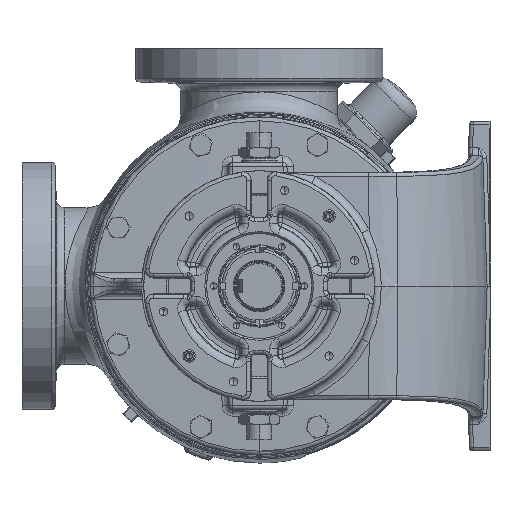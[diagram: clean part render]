
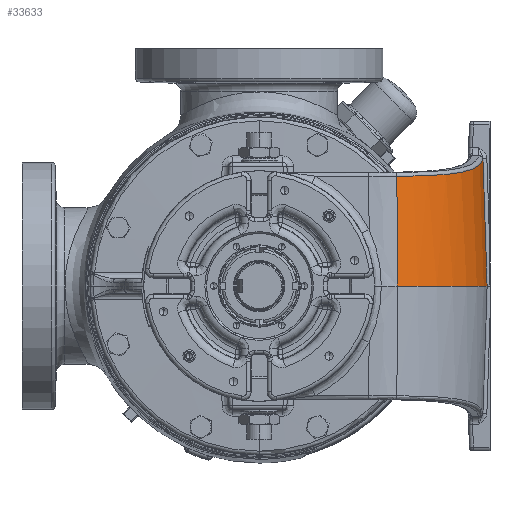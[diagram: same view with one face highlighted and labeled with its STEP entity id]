
A CAD part, left-side view. The second image highlights one B-rep face of the part: STEP entity #33633.
In plain terms, the highlighted free-form (B-spline) face has degree [1, 3] with [2, 4] control points.
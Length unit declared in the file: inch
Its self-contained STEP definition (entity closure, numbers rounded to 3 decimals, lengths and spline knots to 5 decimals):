
#2932 = CARTESIAN_POINT ( 'NONE',  ( -6.03254, -6.91206, 0. ) ) ;
#7353 = ORIENTED_EDGE ( 'NONE', *, *, #229550, .T. ) ;
#12796 = CARTESIAN_POINT ( 'NONE',  ( -6.03254, -6.91206, 0. ) ) ;
#13769 = CARTESIAN_POINT ( 'NONE',  ( -7.38172, -6.48754, 3.54676 ) ) ;
#14573 = CARTESIAN_POINT ( 'NONE',  ( -9.32696, -5.06703, 3.34569 ) ) ;
#21298 = EDGE_CURVE ( 'Defeatured_0_956+Defeatured_0_1054+Defeatured_0_955+Defeatured_0_957', #86798, #75596, #39874, .T. ) ;
#32118 = CARTESIAN_POINT ( 'NONE',  ( -7.62141, -6.38895, 3.50981 ) ) ;
#32933 = CARTESIAN_POINT ( 'NONE',  ( -9.6245, -4.63946, 3.33489 ) ) ;
#33633 = ADVANCED_FACE ( 'Defeatured_0_956', ( #150317 ), #88199, .F. ) ;
#37059 = CARTESIAN_POINT ( 'NONE',  ( -9.24851, -5.8373, 0. ) ) ;
#39874 = B_SPLINE_CURVE_WITH_KNOTS ( 'NONE', 3,
 ( #12796, #122238, #158994, #49450 ),
 .UNSPECIFIED., .F., .F.,
 ( 4, 4 ),
 ( 0., 0.09799 ),
 .UNSPECIFIED. ) ;
#41726 = CARTESIAN_POINT ( 'NONE',  ( -5.93812, -6.78308, 3.84215 ) ) ;
#48276 = CARTESIAN_POINT ( 'NONE',  ( -5.90118, -6.78431, 3.85334 ) ) ;
#49450 = CARTESIAN_POINT ( 'NONE',  ( -5.90118, -6.78431, 3.85334 ) ) ;
#50417 = CARTESIAN_POINT ( 'NONE',  ( -8.08045, -6.15467, 3.44831 ) ) ;
#51200 = CARTESIAN_POINT ( 'NONE',  ( -9.78207, -4.36648, 3.33102 ) ) ;
#52677 = EDGE_CURVE ( 'Defeatured_0_956+Defeatured_0_864+Defeatured_0_866+Defeatured_0_955', #65977, #227971, #157551, .T. ) ;
#65977 = VERTEX_POINT ( 'NONE', #78342 ) ;
#68797 = CARTESIAN_POINT ( 'NONE',  ( -8.42425, -5.92492, 3.41154 ) ) ;
#69573 = CARTESIAN_POINT ( 'NONE',  ( -9.87541, -4.17831, 3.32947 ) ) ;
#70208 = CARTESIAN_POINT ( 'NONE',  ( -5.92555, -6.78357, 3.84528 ) ) ;
#73755 = CARTESIAN_POINT ( 'NONE',  ( -5.87363, -6.91994, 0. ) ) ;
#75596 = VERTEX_POINT ( 'NONE', #48276 ) ;
#78342 = CARTESIAN_POINT ( 'NONE',  ( -9.87541, -4.17831, 3.32947 ) ) ;
#82872 = EDGE_LOOP ( 'NONE', ( #183617, #84551, #129467, #7353, #109094 ) ) ;
#83613 = DIRECTION ( 'NONE',  ( 0., 0., 1. ) ) ;
#84551 = ORIENTED_EDGE ( 'NONE', *, *, #21298, .T. ) ;
#86378 = CARTESIAN_POINT ( 'NONE',  ( -6.74373, -6.68347, 3.66033 ) ) ;
#86798 = VERTEX_POINT ( 'NONE', #2932 ) ;
#87169 = CARTESIAN_POINT ( 'NONE',  ( -8.58964, -5.79838, 3.39614 ) ) ;
#88199 =( BOUNDED_SURFACE ( )  B_SPLINE_SURFACE ( 1, 3, ( 
 ( #164950, #37059, #183397, #73755 ),
 ( #201698, #92096, #220182, #110502 ) ),
 .UNSPECIFIED., .F., .F., .T. ) 
 B_SPLINE_SURFACE_WITH_KNOTS ( ( 2, 2 ),
 ( 4, 4 ),
 ( 0., 1. ),
 ( 0., 1. ),
 .UNSPECIFIED. ) 
 GEOMETRIC_REPRESENTATION_ITEM ( )  RATIONAL_B_SPLINE_SURFACE ( (
 ( 1., 0.9, 0.9, 1.),
 ( 1., 0.9, 0.9, 1.) ) ) 
 REPRESENTATION_ITEM ( '' )  SURFACE ( )  );
#92096 = CARTESIAN_POINT ( 'NONE',  ( -9.14862, -5.73174, 3.87646 ) ) ;
#94419 = EDGE_CURVE ( 'Defeatured_0_956+Defeatured_0_957+Defeatured_0_1054+Defeatured_0_866', #75596, #188603, #106575, .T. ) ;
#97787 = CARTESIAN_POINT ( 'NONE',  ( -9.99908, -4.18842, 0. ) ) ;
#104765 = CARTESIAN_POINT ( 'NONE',  ( -7.18672, -6.55702, 3.57921 ) ) ;
#105539 = CARTESIAN_POINT ( 'NONE',  ( -8.71095, -5.69849, 3.38575 ) ) ;
#106575 = B_SPLINE_CURVE_WITH_KNOTS ( 'NONE', 3,
 ( #142997, #142219, #70208, #198143 ),
 .UNSPECIFIED., .F., .F.,
 ( 4, 4 ),
 ( 0.00348, 0.00447 ),
 .UNSPECIFIED. ) ;
#109094 = ORIENTED_EDGE ( 'NONE', *, *, #52677, .T. ) ;
#110502 = CARTESIAN_POINT ( 'NONE',  ( -5.87101, -6.7846, 3.87646 ) ) ;
#115428 = CARTESIAN_POINT ( 'NONE',  ( -9.91677, -4.18155, 2.21965 ) ) ;
#122238 = CARTESIAN_POINT ( 'NONE',  ( -5.98873, -6.87002, 1.28446 ) ) ;
#123213 = CARTESIAN_POINT ( 'NONE',  ( -7.33303, -6.50583, 3.55465 ) ) ;
#124028 = CARTESIAN_POINT ( 'NONE',  ( -9.0547, -5.37948, 3.36046 ) ) ;
#129467 = ORIENTED_EDGE ( 'NONE', *, *, #94419, .T. ) ;
#141606 = CARTESIAN_POINT ( 'NONE',  ( -7.52656, -6.43027, 3.52392 ) ) ;
#142219 = CARTESIAN_POINT ( 'NONE',  ( -5.91324, -6.78398, 3.84902 ) ) ;
#142420 = CARTESIAN_POINT ( 'NONE',  ( -9.4525, -4.90163, 3.34048 ) ) ;
#142997 = CARTESIAN_POINT ( 'NONE',  ( -5.90118, -6.78431, 3.85334 ) ) ;
#150317 = FACE_OUTER_BOUND ( 'NONE', #82872, .T. ) ;
#157551 = B_SPLINE_CURVE_WITH_KNOTS ( 'NONE', 3,
 ( #170639, #115428, #207432, #97787 ),
 .UNSPECIFIED., .F., .F.,
 ( 4, 4 ),
 ( 0.00192, 0.08655 ),
 .UNSPECIFIED. ) ;
#158994 = CARTESIAN_POINT ( 'NONE',  ( -5.94494, -6.82745, 2.56891 ) ) ;
#159957 = CARTESIAN_POINT ( 'NONE',  ( -7.90088, -6.25575, 3.47049 ) ) ;
#160749 = CARTESIAN_POINT ( 'NONE',  ( -9.67921, -4.54952, 3.3334 ) ) ;
#164950 = CARTESIAN_POINT ( 'NONE',  ( -10.01204, -4.16019, 0. ) ) ;
#170369 = AXIS2_PLACEMENT_3D ( 'NONE', #193204, #83613, #211588 ) ;
#170639 = CARTESIAN_POINT ( 'NONE',  ( -9.87541, -4.17831, 3.32947 ) ) ;
#177617 = CARTESIAN_POINT ( 'NONE',  ( -5.93812, -6.78308, 3.84215 ) ) ;
#178444 = CARTESIAN_POINT ( 'NONE',  ( -8.33958, -5.98466, 3.4201 ) ) ;
#179259 = CARTESIAN_POINT ( 'NONE',  ( -9.83033, -4.27325, 3.33014 ) ) ;
#183397 = CARTESIAN_POINT ( 'NONE',  ( -7.71539, -6.85968, 0. ) ) ;
#183617 = ORIENTED_EDGE ( 'NONE', *, *, #200952, .T. ) ;
#188603 = VERTEX_POINT ( 'NONE', #41726 ) ;
#193204 = CARTESIAN_POINT ( 'NONE',  ( -5.7194, -2.20589, 0. ) ) ;
#194397 = CARTESIAN_POINT ( 'NONE',  ( -6.14191, -6.77512, 3.79133 ) ) ;
#195977 = CARTESIAN_POINT ( 'NONE',  ( -6.3438, -6.75352, 3.74492 ) ) ;
#196756 = CARTESIAN_POINT ( 'NONE',  ( -8.54862, -5.8306, 3.39984 ) ) ;
#198143 = CARTESIAN_POINT ( 'NONE',  ( -5.93812, -6.78308, 3.84215 ) ) ;
#200952 = EDGE_CURVE ( 'Defeatured_0_956+Defeatured_0_955+Defeatured_0_864+Defeatured_0_1054', #227971, #86798, #220721, .T. ) ;
#201698 = CARTESIAN_POINT ( 'NONE',  ( -9.8896, -4.10246, 3.87646 ) ) ;
#207432 = CARTESIAN_POINT ( 'NONE',  ( -9.95799, -4.18492, 1.10983 ) ) ;
#211588 = DIRECTION ( 'NONE',  ( 1., 0., 0. ) ) ;
#214425 = CARTESIAN_POINT ( 'NONE',  ( -6.94177, -6.63501, 3.62214 ) ) ;
#215237 = CARTESIAN_POINT ( 'NONE',  ( -8.67078, -5.73234, 3.38909 ) ) ;
#220182 = CARTESIAN_POINT ( 'NONE',  ( -7.65989, -6.72536, 3.87646 ) ) ;
#220721 = CIRCLE ( 'NONE', #170369, 4.71657 ) ;
#227971 = VERTEX_POINT ( 'NONE', #230887 ) ;
#229550 = EDGE_CURVE ( 'Defeatured_0_956+Defeatured_0_866+Defeatured_0_957+Defeatured_0_864', #188603, #65977, #234519, .T. ) ;
#230887 = CARTESIAN_POINT ( 'NONE',  ( -9.99908, -4.18842, 0. ) ) ;
#232900 = CARTESIAN_POINT ( 'NONE',  ( -7.23558, -6.54055, 3.57087 ) ) ;
#233698 = CARTESIAN_POINT ( 'NONE',  ( -8.90798, -5.52653, 3.37002 ) ) ;
#234519 = B_SPLINE_CURVE_WITH_KNOTS ( 'NONE', 3,
 ( #177617, #194397, #195977, #86378, #214425, #104765, #232900, #123213, #13769, #141606, #32118, #159957, #50417, #178444, #68797, #196756, #87169, #215237, #105539, #233698, #124028, #14573, #142420, #32933, #160749, #51200, #179259, #69573 ),
 .UNSPECIFIED., .F., .F.,
 ( 4, 2, 2, 2, 2, 2, 2, 2, 2, 2, 2, 2, 2, 4 ),
 ( 0., 0.01579, 0.03159, 0.03554, 0.03949, 0.04738, 0.06318, 0.07107, 0.07502, 0.07897, 0.09477, 0.11056, 0.11846, 0.12635 ),
 .UNSPECIFIED. ) ;
